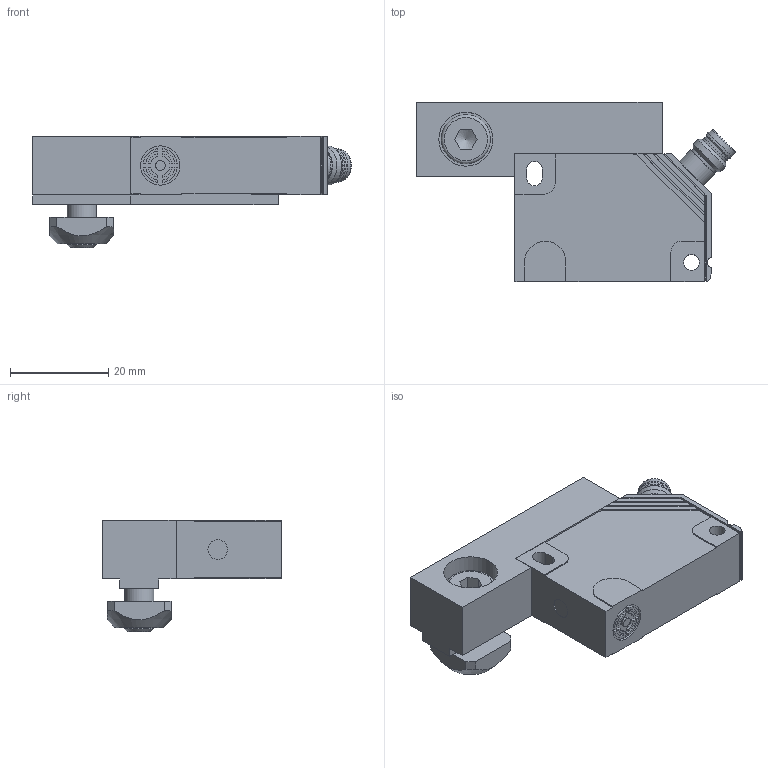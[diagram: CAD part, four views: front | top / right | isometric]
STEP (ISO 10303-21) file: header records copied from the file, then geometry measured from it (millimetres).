
FILE_DESCRIPTION(/* description */ ('Näherungsschalter TSG'),/* implementation_level */ '2;1');
FILE_NAME(/* name */ 'ZEI_CAD_430090-0-REV00_#SALL_#AIN_#V1.step',/* time_stamp */ '2022-10-10T07:11:45+02:00',/* author */ ('MiniTec'),/* organization */ ('MiniTec GmbH & Co.KG'),/* preprocessor_version */ 'ST-DEVELOPER v18.1',/* originating_system */ 'Autodesk Inventor 2021',/* authorisation */ '');
FILE_SCHEMA (('CONFIG_CONTROL_DESIGN'));
Length unit declared in the file: millimetre
Products named in the file (6): leer; 43-0091-0FZ.000; leer_1; leer_2; 21-1351-0FZ.004; leer_3
Assembly tree (6 placements, depth 2):
  leer
    43-0091-0FZ.000
    leer_3  x2
    leer_1
    leer_2
    21-1351-0FZ.004
Bounding box: 64.92 x 36.5 x 22.8 mm (x, y, z)
Volume: 19876.1 mm3; surface area: 9638.8 mm2
Topology: 6 solids, 6 shells, 297 faces, 749 edges, 492 vertices
Faces by surface type: plane 208, cylinder 68, cone 14, torus 7
Full cylindrical faces by diameter (mm): 2 x1, 2.459 x2, 3 x2, 3.2 x1, 3.4 x2, 4 x1, 4.3 x2, 5 x2, 5.5 x2, 5.8 x1, 6 x4, 6.5 x2, 6.58 x1, 6.6 x1, 6.9 x1, 7.04 x1, 8 x2, 10 x1, 11 x1
Entity records: 8723 total; most frequent: CARTESIAN_POINT 1517, DIRECTION 1430, ORIENTED_EDGE 1418, EDGE_CURVE 709, LINE 530, VECTOR 530, VERTEX_POINT 468, AXIS2_PLACEMENT_3D 450
